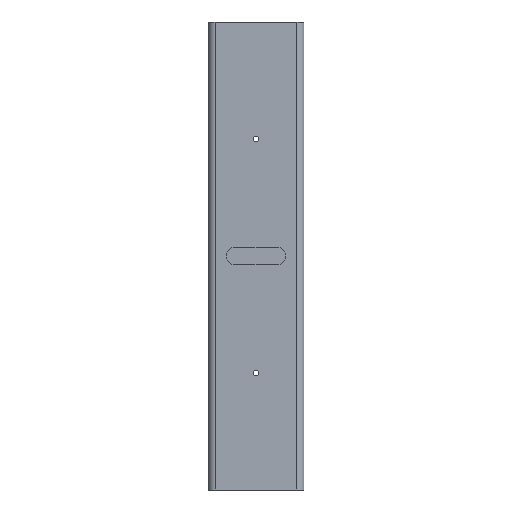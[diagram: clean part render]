
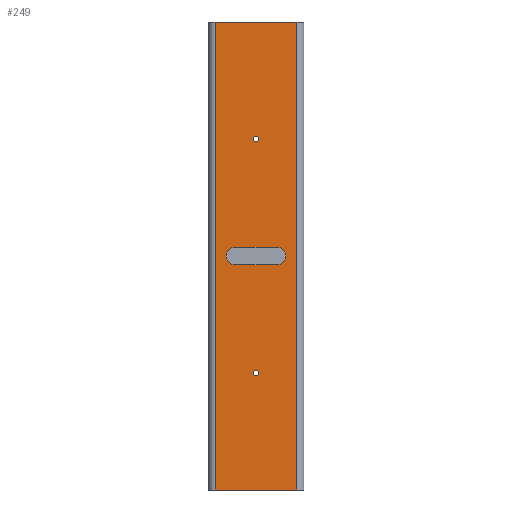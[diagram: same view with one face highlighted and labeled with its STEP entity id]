
A CAD part, front view. The second image highlights one B-rep face of the part: STEP entity #249.
In plain terms, the highlighted planar face has unit normal (0, -1, 0).
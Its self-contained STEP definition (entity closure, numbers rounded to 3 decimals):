
#9 = ORIENTED_EDGE ( 'NONE', *, *, #1004, .F. ) ;
#20 = VERTEX_POINT ( 'NONE', #848 ) ;
#39 = EDGE_CURVE ( 'NONE', #1001, #792, #195, .T. ) ;
#41 = CARTESIAN_POINT ( 'NONE',  ( 38., 0., 200. ) ) ;
#43 = FACE_BOUND ( 'NONE', #565, .T. ) ;
#62 = CIRCLE ( 'NONE', #541, 1.2 ) ;
#63 = VERTEX_POINT ( 'NONE', #348 ) ;
#65 = EDGE_CURVE ( 'NONE', #63, #434, #366, .T. ) ;
#78 = DIRECTION ( 'NONE',  ( 0., 0., -1. ) ) ;
#91 = CARTESIAN_POINT ( 'NONE',  ( 38., 0., 200. ) ) ;
#116 = AXIS2_PLACEMENT_3D ( 'NONE', #697, #677, #928 ) ;
#127 = PLANE ( 'NONE',  #314 ) ;
#147 = AXIS2_PLACEMENT_3D ( 'NONE', #763, #358, #693 ) ;
#149 = CIRCLE ( 'NONE', #1037, 1.2 ) ;
#162 = CARTESIAN_POINT ( 'NONE',  ( 0., 0., 200. ) ) ;
#174 = DIRECTION ( 'NONE',  ( 0., -1., 0. ) ) ;
#183 = CARTESIAN_POINT ( 'NONE',  ( 20.5, 0., 148.8 ) ) ;
#195 = CIRCLE ( 'NONE', #147, 3.7 ) ;
#203 = FACE_BOUND ( 'NONE', #1039, .T. ) ;
#214 = VECTOR ( 'NONE', #995, 1000. ) ;
#219 = EDGE_CURVE ( 'NONE', #522, #930, #625, .T. ) ;
#230 = AXIS2_PLACEMENT_3D ( 'NONE', #623, #532, #458 ) ;
#241 = CARTESIAN_POINT ( 'NONE',  ( 11.5, 0., 96.3 ) ) ;
#249 = ADVANCED_FACE ( 'NONE', ( #43, #365, #283, #203 ), #127, .F. ) ;
#252 = CARTESIAN_POINT ( 'NONE',  ( 29.5, 0., 103.7 ) ) ;
#262 = VERTEX_POINT ( 'NONE', #1075 ) ;
#263 = VECTOR ( 'NONE', #485, 1000. ) ;
#283 = FACE_OUTER_BOUND ( 'NONE', #971, .T. ) ;
#293 = ORIENTED_EDGE ( 'NONE', *, *, #510, .F. ) ;
#294 = CARTESIAN_POINT ( 'NONE',  ( 0., 0., 96.3 ) ) ;
#298 = VECTOR ( 'NONE', #389, 1000. ) ;
#314 = AXIS2_PLACEMENT_3D ( 'NONE', #452, #785, #395 ) ;
#317 = EDGE_CURVE ( 'NONE', #413, #380, #332, .T. ) ;
#324 = LINE ( 'NONE', #664, #214 ) ;
#332 = CIRCLE ( 'NONE', #382, 1.2 ) ;
#338 = EDGE_CURVE ( 'NONE', #1025, #262, #827, .T. ) ;
#348 = CARTESIAN_POINT ( 'NONE',  ( 29.5, 0., 96.3 ) ) ;
#350 = CARTESIAN_POINT ( 'NONE',  ( 20.5, 0., 50. ) ) ;
#357 = CARTESIAN_POINT ( 'NONE',  ( 20.5, 0., 50. ) ) ;
#358 = DIRECTION ( 'NONE',  ( 0., -1., 0. ) ) ;
#359 = ORIENTED_EDGE ( 'NONE', *, *, #981, .F. ) ;
#365 = FACE_BOUND ( 'NONE', #612, .T. ) ;
#366 = CIRCLE ( 'NONE', #116, 3.7 ) ;
#377 = LINE ( 'NONE', #294, #671 ) ;
#380 = VERTEX_POINT ( 'NONE', #183 ) ;
#382 = AXIS2_PLACEMENT_3D ( 'NONE', #564, #487, #78 ) ;
#387 = ORIENTED_EDGE ( 'NONE', *, *, #317, .F. ) ;
#389 = DIRECTION ( 'NONE',  ( -1., 0., 0. ) ) ;
#395 = DIRECTION ( 'NONE',  ( 0., 0., 1. ) ) ;
#412 = DIRECTION ( 'NONE',  ( 0., 0., -1. ) ) ;
#413 = VERTEX_POINT ( 'NONE', #686 ) ;
#433 = ORIENTED_EDGE ( 'NONE', *, *, #338, .F. ) ;
#434 = VERTEX_POINT ( 'NONE', #252 ) ;
#452 = CARTESIAN_POINT ( 'NONE',  ( 0., 0., 200. ) ) ;
#458 = DIRECTION ( 'NONE',  ( 0., 0., -1. ) ) ;
#485 = DIRECTION ( 'NONE',  ( -1., 0., 0. ) ) ;
#487 = DIRECTION ( 'NONE',  ( 0., -1., 0. ) ) ;
#503 = DIRECTION ( 'NONE',  ( 0., 0., -1. ) ) ;
#510 = EDGE_CURVE ( 'NONE', #863, #20, #62, .T. ) ;
#516 = DIRECTION ( 'NONE',  ( 0., -1., 0. ) ) ;
#518 = ORIENTED_EDGE ( 'NONE', *, *, #752, .T. ) ;
#522 = VERTEX_POINT ( 'NONE', #858 ) ;
#532 = DIRECTION ( 'NONE',  ( 0., -1., 0. ) ) ;
#541 = AXIS2_PLACEMENT_3D ( 'NONE', #357, #174, #503 ) ;
#548 = DIRECTION ( 'NONE',  ( 1., 0., 0. ) ) ;
#550 = DIRECTION ( 'NONE',  ( 0., 0., 1. ) ) ;
#564 = CARTESIAN_POINT ( 'NONE',  ( 20.5, 0., 150. ) ) ;
#565 = EDGE_LOOP ( 'NONE', ( #9, #387 ) ) ;
#607 = ORIENTED_EDGE ( 'NONE', *, *, #39, .F. ) ;
#609 = DIRECTION ( 'NONE',  ( 0., 0., -1. ) ) ;
#611 = ORIENTED_EDGE ( 'NONE', *, *, #917, .F. ) ;
#612 = EDGE_LOOP ( 'NONE', ( #611, #293 ) ) ;
#623 = CARTESIAN_POINT ( 'NONE',  ( 20.5, 0., 150. ) ) ;
#625 = LINE ( 'NONE', #1038, #965 ) ;
#664 = CARTESIAN_POINT ( 'NONE',  ( 0., 0., 0. ) ) ;
#671 = VECTOR ( 'NONE', #548, 1000. ) ;
#677 = DIRECTION ( 'NONE',  ( 0., -1., 0. ) ) ;
#686 = CARTESIAN_POINT ( 'NONE',  ( 20.5, 0., 151.2 ) ) ;
#690 = EDGE_CURVE ( 'NONE', #434, #1001, #1035, .T. ) ;
#693 = DIRECTION ( 'NONE',  ( 0., 0., -1. ) ) ;
#697 = CARTESIAN_POINT ( 'NONE',  ( 29.5, 0., 100. ) ) ;
#698 = ORIENTED_EDGE ( 'NONE', *, *, #219, .F. ) ;
#705 = CIRCLE ( 'NONE', #230, 1.2 ) ;
#740 = VECTOR ( 'NONE', #412, 1000. ) ;
#752 = EDGE_CURVE ( 'NONE', #1025, #930, #974, .T. ) ;
#754 = CARTESIAN_POINT ( 'NONE',  ( 20.5, 0., 51.2 ) ) ;
#763 = CARTESIAN_POINT ( 'NONE',  ( 11.5, 0., 100. ) ) ;
#783 = EDGE_CURVE ( 'NONE', #262, #522, #324, .T. ) ;
#785 = DIRECTION ( 'NONE',  ( 0., 1., 0. ) ) ;
#792 = VERTEX_POINT ( 'NONE', #241 ) ;
#813 = ORIENTED_EDGE ( 'NONE', *, *, #783, .F. ) ;
#827 = LINE ( 'NONE', #91, #740 ) ;
#831 = ORIENTED_EDGE ( 'NONE', *, *, #690, .F. ) ;
#848 = CARTESIAN_POINT ( 'NONE',  ( 20.5, 0., 48.8 ) ) ;
#858 = CARTESIAN_POINT ( 'NONE',  ( 3., 0., 0. ) ) ;
#863 = VERTEX_POINT ( 'NONE', #754 ) ;
#914 = CARTESIAN_POINT ( 'NONE',  ( 0., 0., 103.7 ) ) ;
#915 = ORIENTED_EDGE ( 'NONE', *, *, #65, .F. ) ;
#917 = EDGE_CURVE ( 'NONE', #20, #863, #149, .T. ) ;
#928 = DIRECTION ( 'NONE',  ( 0., 0., -1. ) ) ;
#930 = VERTEX_POINT ( 'NONE', #1003 ) ;
#965 = VECTOR ( 'NONE', #550, 1000. ) ;
#971 = EDGE_LOOP ( 'NONE', ( #433, #518, #698, #813 ) ) ;
#974 = LINE ( 'NONE', #162, #298 ) ;
#981 = EDGE_CURVE ( 'NONE', #792, #63, #377, .T. ) ;
#995 = DIRECTION ( 'NONE',  ( -1., 0., 0. ) ) ;
#1001 = VERTEX_POINT ( 'NONE', #1044 ) ;
#1003 = CARTESIAN_POINT ( 'NONE',  ( 3., 0., 200. ) ) ;
#1004 = EDGE_CURVE ( 'NONE', #380, #413, #705, .T. ) ;
#1025 = VERTEX_POINT ( 'NONE', #41 ) ;
#1035 = LINE ( 'NONE', #914, #263 ) ;
#1037 = AXIS2_PLACEMENT_3D ( 'NONE', #350, #516, #609 ) ;
#1038 = CARTESIAN_POINT ( 'NONE',  ( 3., 0., 200. ) ) ;
#1039 = EDGE_LOOP ( 'NONE', ( #607, #831, #915, #359 ) ) ;
#1044 = CARTESIAN_POINT ( 'NONE',  ( 11.5, 0., 103.7 ) ) ;
#1075 = CARTESIAN_POINT ( 'NONE',  ( 38., 0., 0. ) ) ;
